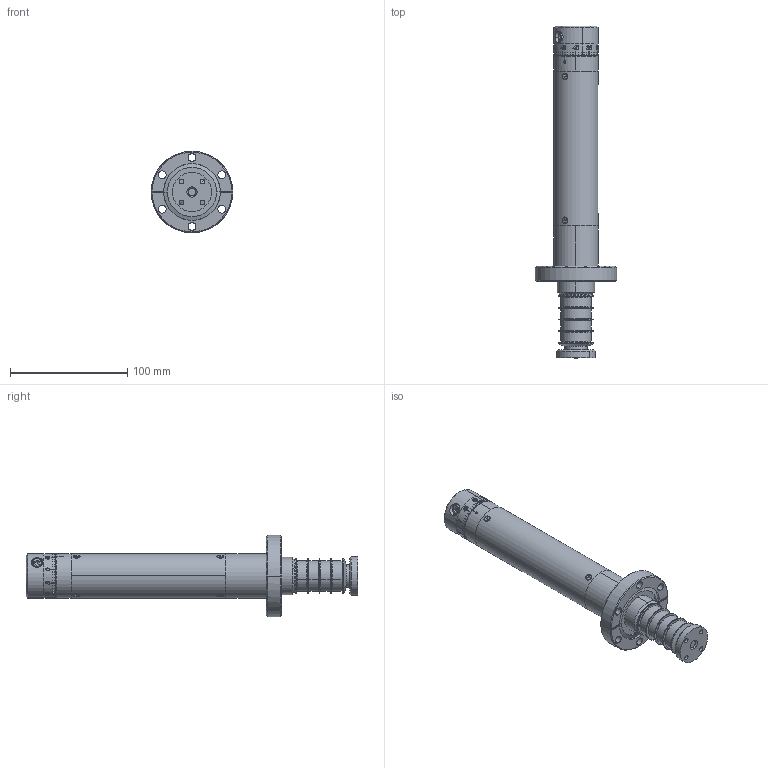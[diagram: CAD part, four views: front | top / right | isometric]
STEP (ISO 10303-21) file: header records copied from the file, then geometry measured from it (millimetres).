
FILE_DESCRIPTION (( 'STEP AP214' ), '1' );
FILE_NAME ('SN101545-01, FLMR-275-50-4.STEP', '2017-07-11T00:07:06', ( 'My Thermionics' ), ( '' ), 'SwSTEP 2.0', 'SolidWorks 2010', '' );
FILE_SCHEMA (( 'AUTOMOTIVE_DESIGN' ));
Length unit declared in the file: inch
Products named in the file (1): SN101545-01, FLMR-275-50-4
Bounding box: 69.34 x 282.6 x 69.34 mm (x, y, z)
Surface area: 68438.4 mm2 (no closed solid volume)
Topology: 0 solids, 38 shells, 371 faces, 1693 edges, 1274 vertices
Faces by surface type: plane 173, cylinder 113, cone 46, bspline 39
Entity records: 28140 total; most frequent: CARTESIAN_POINT 10402, DIRECTION 2463, ORIENTED_EDGE 2390, EDGE_CURVE 1691, VERTEX_POINT 1274, VECTOR 893, LINE 893, AXIS2_PLACEMENT_3D 785
